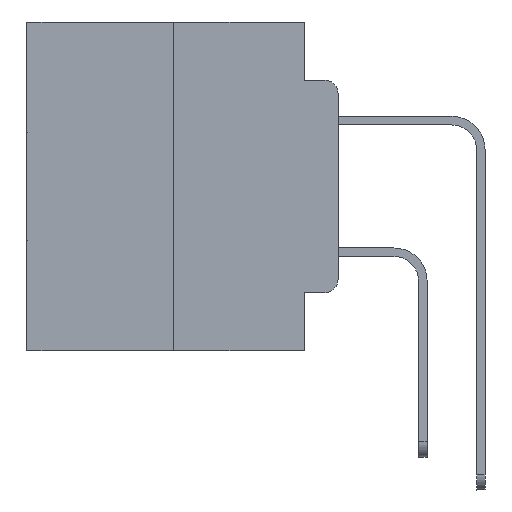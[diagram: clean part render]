
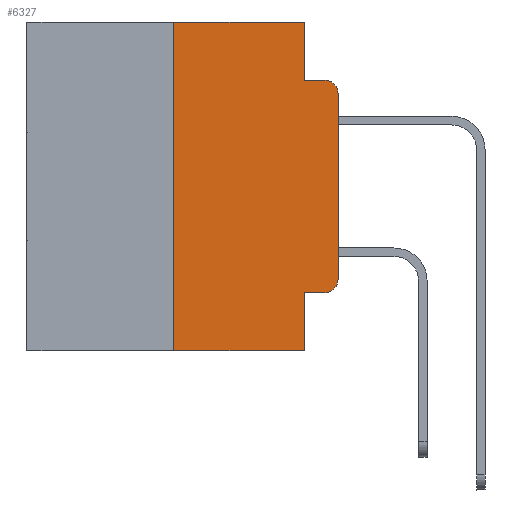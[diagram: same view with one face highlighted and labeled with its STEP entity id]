
A CAD part, left-side view. The second image highlights one B-rep face of the part: STEP entity #6327.
In plain terms, the highlighted planar face has unit normal (-1, 0, 0).
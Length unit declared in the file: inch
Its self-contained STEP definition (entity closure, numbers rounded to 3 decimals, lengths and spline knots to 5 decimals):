
#43 = DIRECTION ( 'NONE',  ( 0., -1., 0. ) ) ;
#411 = VECTOR ( 'NONE', #14807, 39.37008 ) ;
#776 = CARTESIAN_POINT ( 'NONE',  ( 0., 0.25, 0. ) ) ;
#921 = CARTESIAN_POINT ( 'NONE',  ( 0., 0., -0.3915 ) ) ;
#1047 = CARTESIAN_POINT ( 'NONE',  ( 0., 0.051, -0.0885 ) ) ;
#1566 = DIRECTION ( 'NONE',  ( 0., -1., 0. ) ) ;
#2047 = PLANE ( 'NONE',  #16722 ) ;
#2439 = DIRECTION ( 'NONE',  ( 0., 0., -1. ) ) ;
#2624 = ORIENTED_EDGE ( 'NONE', *, *, #24716, .T. ) ;
#2767 = CARTESIAN_POINT ( 'NONE',  ( 0., 0.051, -0.5 ) ) ;
#4108 = EDGE_CURVE ( 'NONE', #10592, #19570, #6783, .T. ) ;
#4310 = LINE ( 'NONE', #22482, #28025 ) ;
#4534 = DIRECTION ( 'NONE',  ( -1., 0., 0. ) ) ;
#4594 = ORIENTED_EDGE ( 'NONE', *, *, #9141, .F. ) ;
#4747 = VERTEX_POINT ( 'NONE', #10307 ) ;
#4828 = CARTESIAN_POINT ( 'NONE',  ( 0., 0.02, -0.1085 ) ) ;
#5642 = CARTESIAN_POINT ( 'NONE',  ( 0., 0.051, 0. ) ) ;
#5950 = VERTEX_POINT ( 'NONE', #21403 ) ;
#6327 = ADVANCED_FACE ( 'NONE', ( #22604 ), #2047, .F. ) ;
#6783 = LINE ( 'NONE', #13248, #13781 ) ;
#6838 = DIRECTION ( 'NONE',  ( 1., 0., 0. ) ) ;
#6941 = ORIENTED_EDGE ( 'NONE', *, *, #23385, .T. ) ;
#7717 = CARTESIAN_POINT ( 'NONE',  ( 0., 0., -0.1085 ) ) ;
#7890 = EDGE_CURVE ( 'NONE', #22854, #20111, #17610, .T. ) ;
#8303 = DIRECTION ( 'NONE',  ( 0., 0., -1. ) ) ;
#8345 = LINE ( 'NONE', #5642, #411 ) ;
#9141 = EDGE_CURVE ( 'NONE', #4747, #19713, #25670, .T. ) ;
#9257 = CARTESIAN_POINT ( 'NONE',  ( 0., 0.051, -0.0885 ) ) ;
#10307 = CARTESIAN_POINT ( 'NONE',  ( 0., 0.25, 0. ) ) ;
#10592 = VERTEX_POINT ( 'NONE', #921 ) ;
#11085 = DIRECTION ( 'NONE',  ( 0., -1., 0. ) ) ;
#11177 = CARTESIAN_POINT ( 'NONE',  ( 0., 0.051, 0. ) ) ;
#11210 = DIRECTION ( 'NONE',  ( 0., 0., -1. ) ) ;
#11357 = CARTESIAN_POINT ( 'NONE',  ( 0., 0.473, 0. ) ) ;
#12384 = EDGE_CURVE ( 'NONE', #23501, #4747, #14445, .T. ) ;
#12564 = AXIS2_PLACEMENT_3D ( 'NONE', #4828, #4534, #2439 ) ;
#13248 = CARTESIAN_POINT ( 'NONE',  ( 0., 0., 0. ) ) ;
#13781 = VECTOR ( 'NONE', #15928, 39.37008 ) ;
#13935 = ORIENTED_EDGE ( 'NONE', *, *, #22552, .F. ) ;
#14445 = LINE ( 'NONE', #776, #16461 ) ;
#14614 = EDGE_CURVE ( 'NONE', #23501, #21905, #4310, .T. ) ;
#14807 = DIRECTION ( 'NONE',  ( 0., 0., -1. ) ) ;
#15059 = ORIENTED_EDGE ( 'NONE', *, *, #18462, .F. ) ;
#15928 = DIRECTION ( 'NONE',  ( 0., 0., 1. ) ) ;
#16135 = ORIENTED_EDGE ( 'NONE', *, *, #4108, .T. ) ;
#16461 = VECTOR ( 'NONE', #25961, 39.37008 ) ;
#16722 = AXIS2_PLACEMENT_3D ( 'NONE', #11357, #6838, #11210 ) ;
#17148 = ORIENTED_EDGE ( 'NONE', *, *, #19242, .F. ) ;
#17319 = CARTESIAN_POINT ( 'NONE',  ( 0., 0.051, -0.4115 ) ) ;
#17610 = LINE ( 'NONE', #26762, #19483 ) ;
#17838 = VECTOR ( 'NONE', #43, 39.37008 ) ;
#18462 = EDGE_CURVE ( 'NONE', #22854, #21905, #20305, .T. ) ;
#19056 = VECTOR ( 'NONE', #8303, 39.37008 ) ;
#19212 = CARTESIAN_POINT ( 'NONE',  ( 0., 0.02, -0.4115 ) ) ;
#19232 = ORIENTED_EDGE ( 'NONE', *, *, #7890, .T. ) ;
#19242 = EDGE_CURVE ( 'NONE', #19713, #24484, #8345, .T. ) ;
#19341 = DIRECTION ( 'NONE',  ( 0., -1., 0. ) ) ;
#19483 = VECTOR ( 'NONE', #1566, 39.37008 ) ;
#19570 = VERTEX_POINT ( 'NONE', #7717 ) ;
#19713 = VERTEX_POINT ( 'NONE', #11177 ) ;
#20111 = VERTEX_POINT ( 'NONE', #19212 ) ;
#20305 = LINE ( 'NONE', #22260, #19056 ) ;
#21403 = CARTESIAN_POINT ( 'NONE',  ( 0., 0.02, -0.0885 ) ) ;
#21905 = VERTEX_POINT ( 'NONE', #2767 ) ;
#21953 = DIRECTION ( 'NONE',  ( -1., 0., 0. ) ) ;
#22101 = CARTESIAN_POINT ( 'NONE',  ( 0., 0.25, -0.5 ) ) ;
#22128 = VECTOR ( 'NONE', #19341, 39.37008 ) ;
#22260 = CARTESIAN_POINT ( 'NONE',  ( 0., 0.051, 0. ) ) ;
#22482 = CARTESIAN_POINT ( 'NONE',  ( 0., 0.473, -0.5 ) ) ;
#22552 = EDGE_CURVE ( 'NONE', #24484, #5950, #26383, .T. ) ;
#22604 = FACE_OUTER_BOUND ( 'NONE', #28720, .T. ) ;
#22854 = VERTEX_POINT ( 'NONE', #17319 ) ;
#23385 = EDGE_CURVE ( 'NONE', #20111, #10592, #25974, .T. ) ;
#23501 = VERTEX_POINT ( 'NONE', #22101 ) ;
#24484 = VERTEX_POINT ( 'NONE', #9257 ) ;
#24594 = ORIENTED_EDGE ( 'NONE', *, *, #12384, .F. ) ;
#24662 = ORIENTED_EDGE ( 'NONE', *, *, #14614, .T. ) ;
#24716 = EDGE_CURVE ( 'NONE', #19570, #5950, #25970, .T. ) ;
#25246 = CARTESIAN_POINT ( 'NONE',  ( 0., 0.473, 0. ) ) ;
#25500 = AXIS2_PLACEMENT_3D ( 'NONE', #28680, #21953, #26736 ) ;
#25670 = LINE ( 'NONE', #25246, #17838 ) ;
#25961 = DIRECTION ( 'NONE',  ( 0., 0., 1. ) ) ;
#25970 = CIRCLE ( 'NONE', #12564, 0.02 ) ;
#25974 = CIRCLE ( 'NONE', #25500, 0.02 ) ;
#26383 = LINE ( 'NONE', #1047, #22128 ) ;
#26736 = DIRECTION ( 'NONE',  ( 0., 0., -1. ) ) ;
#26762 = CARTESIAN_POINT ( 'NONE',  ( 0., 0.051, -0.4115 ) ) ;
#28025 = VECTOR ( 'NONE', #11085, 39.37008 ) ;
#28680 = CARTESIAN_POINT ( 'NONE',  ( 0., 0.02, -0.3915 ) ) ;
#28720 = EDGE_LOOP ( 'NONE', ( #16135, #2624, #13935, #17148, #4594, #24594, #24662, #15059, #19232, #6941 ) ) ;
